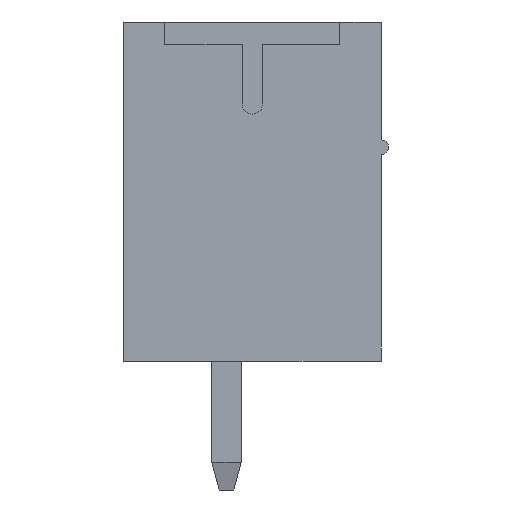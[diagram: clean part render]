
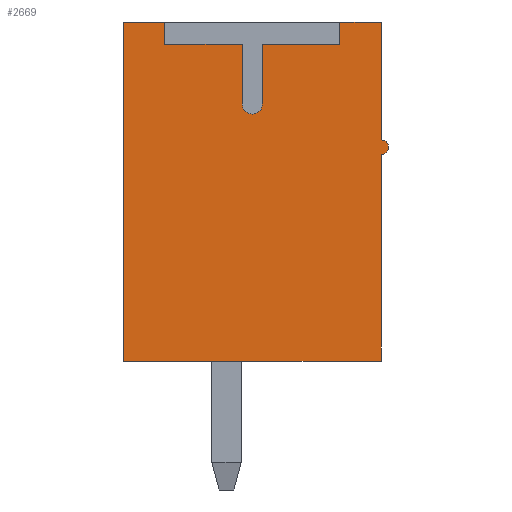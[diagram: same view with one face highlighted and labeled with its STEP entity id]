
A CAD part, left-side view. The second image highlights one B-rep face of the part: STEP entity #2669.
In plain terms, the highlighted planar face has unit normal (-1, 0, 0).
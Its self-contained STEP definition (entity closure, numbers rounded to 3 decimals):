
#2669 = ADVANCED_FACE( '', ( #5529 ), #5530, .F. );
#5529 = FACE_OUTER_BOUND( '', #8605, .T. );
#5530 = PLANE( '', #8606 );
#8605 = EDGE_LOOP( '', ( #16280, #16281, #16282, #16283, #16284, #16285, #16286, #16287, #16288, #16289, #16290, #16291, #16292, #16293 ) );
#8606 = AXIS2_PLACEMENT_3D( '', #16294, #16295, #16296 );
#16280 = ORIENTED_EDGE( '', *, *, #22166, .T. );
#16281 = ORIENTED_EDGE( '', *, *, #20438, .T. );
#16282 = ORIENTED_EDGE( '', *, *, #21442, .T. );
#16283 = ORIENTED_EDGE( '', *, *, #21379, .T. );
#16284 = ORIENTED_EDGE( '', *, *, #22167, .T. );
#16285 = ORIENTED_EDGE( '', *, *, #21873, .T. );
#16286 = ORIENTED_EDGE( '', *, *, #20220, .T. );
#16287 = ORIENTED_EDGE( '', *, *, #22168, .T. );
#16288 = ORIENTED_EDGE( '', *, *, #22169, .T. );
#16289 = ORIENTED_EDGE( '', *, *, #20445, .T. );
#16290 = ORIENTED_EDGE( '', *, *, #22170, .T. );
#16291 = ORIENTED_EDGE( '', *, *, #21031, .T. );
#16292 = ORIENTED_EDGE( '', *, *, #22171, .T. );
#16293 = ORIENTED_EDGE( '', *, *, #18908, .T. );
#16294 = CARTESIAN_POINT( '', ( -42.355, 0., 2.375 ) );
#16295 = DIRECTION( '', ( 1., 0., 0. ) );
#16296 = DIRECTION( '', ( 0., 0., -1. ) );
#18908 = EDGE_CURVE( '', #22658, #22659, #22660, .F. );
#20220 = EDGE_CURVE( '', #24931, #24929, #24932, .T. );
#20438 = EDGE_CURVE( '', #25285, #25282, #25286, .T. );
#20445 = EDGE_CURVE( '', #25298, #25296, #25299, .T. );
#21031 = EDGE_CURVE( '', #26218, #26219, #26220, .T. );
#21379 = EDGE_CURVE( '', #26737, #26735, #26738, .T. );
#21442 = EDGE_CURVE( '', #25282, #26737, #26815, .T. );
#21873 = EDGE_CURVE( '', #27360, #24931, #27361, .T. );
#22166 = EDGE_CURVE( '', #22659, #25285, #27709, .T. );
#22167 = EDGE_CURVE( '', #26735, #27360, #27710, .T. );
#22168 = EDGE_CURVE( '', #24929, #27711, #27712, .T. );
#22169 = EDGE_CURVE( '', #27711, #25298, #27713, .T. );
#22170 = EDGE_CURVE( '', #25296, #26218, #27714, .T. );
#22171 = EDGE_CURVE( '', #26219, #22658, #27715, .T. );
#22658 = VERTEX_POINT( '', #28248 );
#22659 = VERTEX_POINT( '', #28249 );
#22660 = CIRCLE( '', #28250, 0.2 );
#24929 = VERTEX_POINT( '', #31539 );
#24931 = VERTEX_POINT( '', #31542 );
#24932 = LINE( '', #31543, #31544 );
#25282 = VERTEX_POINT( '', #32056 );
#25285 = VERTEX_POINT( '', #32060 );
#25286 = LINE( '', #32061, #32062 );
#25296 = VERTEX_POINT( '', #32077 );
#25298 = VERTEX_POINT( '', #32080 );
#25299 = LINE( '', #32081, #32082 );
#26218 = VERTEX_POINT( '', #33464 );
#26219 = VERTEX_POINT( '', #33465 );
#26220 = LINE( '', #33466, #33467 );
#26735 = VERTEX_POINT( '', #34234 );
#26737 = VERTEX_POINT( '', #34237 );
#26738 = LINE( '', #34238, #34239 );
#26815 = LINE( '', #34355, #34356 );
#27360 = VERTEX_POINT( '', #35180 );
#27361 = CIRCLE( '', #35181, 0.275 );
#27709 = LINE( '', #35703, #35704 );
#27710 = LINE( '', #35705, #35706 );
#27711 = VERTEX_POINT( '', #35707 );
#27712 = LINE( '', #35708, #35709 );
#27713 = LINE( '', #35710, #35711 );
#27714 = LINE( '', #35712, #35713 );
#27715 = LINE( '', #35714, #35715 );
#28248 = CARTESIAN_POINT( '', ( -42.355, -3.5, 1. ) );
#28249 = CARTESIAN_POINT( '', ( -42.355, -3.5, 1.4 ) );
#28250 = AXIS2_PLACEMENT_3D( '', #36408, #36409, #36410 );
#31539 = CARTESIAN_POINT( '', ( -42.355, 0.275, 4. ) );
#31542 = CARTESIAN_POINT( '', ( -42.355, 0.275, 2.375 ) );
#31543 = CARTESIAN_POINT( '', ( -42.355, 0.275, 2.375 ) );
#31544 = VECTOR( '', #37609, 1000. );
#32056 = CARTESIAN_POINT( '', ( -42.355, -2.375, 4.6 ) );
#32060 = CARTESIAN_POINT( '', ( -42.355, -3.5, 4.6 ) );
#32061 = CARTESIAN_POINT( '', ( -42.355, -3.871, 4.6 ) );
#32062 = VECTOR( '', #37794, 1000. );
#32077 = CARTESIAN_POINT( '', ( -42.355, 3.5, 4.6 ) );
#32080 = CARTESIAN_POINT( '', ( -42.355, 2.375, 4.6 ) );
#32081 = CARTESIAN_POINT( '', ( -42.355, 2.375, 4.6 ) );
#32082 = VECTOR( '', #37801, 1000. );
#33464 = CARTESIAN_POINT( '', ( -42.355, 3.5, -4.6 ) );
#33465 = CARTESIAN_POINT( '', ( -42.355, -3.5, -4.6 ) );
#33466 = CARTESIAN_POINT( '', ( -42.355, 3.5, -4.6 ) );
#33467 = VECTOR( '', #38379, 1000. );
#34234 = CARTESIAN_POINT( '', ( -42.355, -0.275, 4. ) );
#34237 = CARTESIAN_POINT( '', ( -42.355, -2.375, 4. ) );
#34238 = CARTESIAN_POINT( '', ( -42.355, -2.375, 4. ) );
#34239 = VECTOR( '', #38684, 1000. );
#34355 = CARTESIAN_POINT( '', ( -42.355, -2.375, 4.6 ) );
#34356 = VECTOR( '', #38736, 1000. );
#35180 = CARTESIAN_POINT( '', ( -42.355, -0.275, 2.375 ) );
#35181 = AXIS2_PLACEMENT_3D( '', #39043, #39044, #39045 );
#35703 = CARTESIAN_POINT( '', ( -42.355, -3.5, 1.4 ) );
#35704 = VECTOR( '', #39238, 1000. );
#35705 = CARTESIAN_POINT( '', ( -42.355, -0.275, 4. ) );
#35706 = VECTOR( '', #39239, 1000. );
#35707 = CARTESIAN_POINT( '', ( -42.355, 2.375, 4. ) );
#35708 = CARTESIAN_POINT( '', ( -42.355, 0.275, 4. ) );
#35709 = VECTOR( '', #39240, 1000. );
#35710 = CARTESIAN_POINT( '', ( -42.355, 2.375, 4. ) );
#35711 = VECTOR( '', #39241, 1000. );
#35712 = CARTESIAN_POINT( '', ( -42.355, 3.5, 4.6 ) );
#35713 = VECTOR( '', #39242, 1000. );
#35714 = CARTESIAN_POINT( '', ( -42.355, -3.5, -4.6 ) );
#35715 = VECTOR( '', #39243, 1000. );
#36408 = CARTESIAN_POINT( '', ( -42.355, -3.5, 1.2 ) );
#36409 = DIRECTION( '', ( 1., 0., 0. ) );
#36410 = DIRECTION( '', ( 0., 0., -1. ) );
#37609 = DIRECTION( '', ( 0., 0., 1. ) );
#37794 = DIRECTION( '', ( 0., 1., 0. ) );
#37801 = DIRECTION( '', ( 0., 1., 0. ) );
#38379 = DIRECTION( '', ( 0., -1., 0. ) );
#38684 = DIRECTION( '', ( 0., 1., 0. ) );
#38736 = DIRECTION( '', ( 0., 0., -1. ) );
#39043 = CARTESIAN_POINT( '', ( -42.355, 0., 2.375 ) );
#39044 = DIRECTION( '', ( 1., 0., 0. ) );
#39045 = DIRECTION( '', ( 0., -1., 0. ) );
#39238 = DIRECTION( '', ( 0., 0., 1. ) );
#39239 = DIRECTION( '', ( 0., 0., -1. ) );
#39240 = DIRECTION( '', ( 0., 1., 0. ) );
#39241 = DIRECTION( '', ( 0., 0., 1. ) );
#39242 = DIRECTION( '', ( 0., 0., -1. ) );
#39243 = DIRECTION( '', ( 0., 0., 1. ) );
